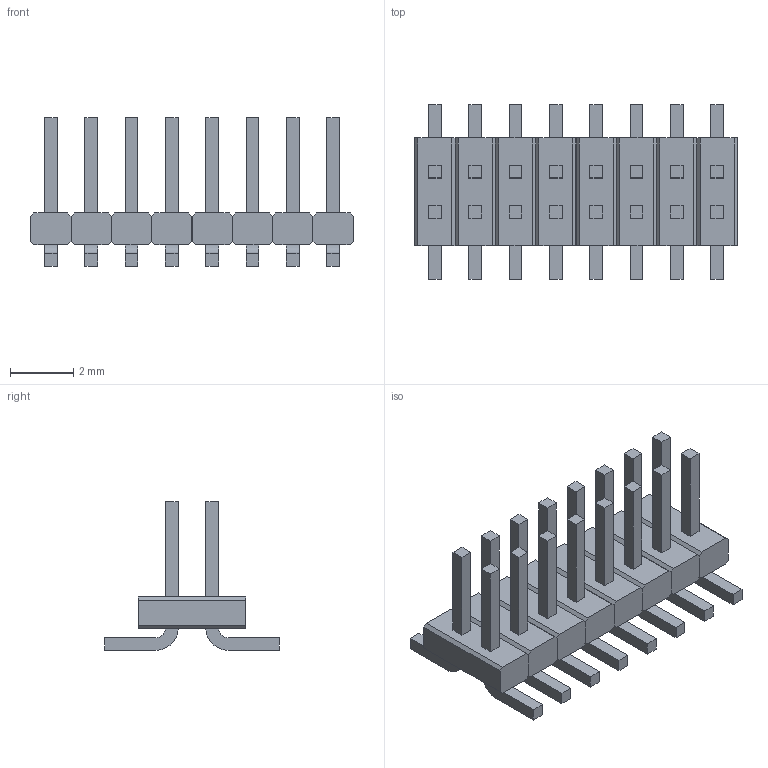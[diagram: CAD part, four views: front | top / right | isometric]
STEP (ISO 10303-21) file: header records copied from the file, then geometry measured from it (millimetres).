
FILE_DESCRIPTION(/* description */ (''),/* implementation_level */ '2;1');
FILE_NAME(/* name */ 'HARWIN_M50-3600842.stp',/* time_stamp */ '2017-03-15T14:12:20+01:00',/* author */ ('riccim'),/* organization */ (''),/* preprocessor_version */ 'ST-DEVELOPER v16.1',/* originating_system */ 'AutoCAD Mechanical',/* authorisation */ '');
FILE_SCHEMA (('AUTOMOTIVE_DESIGN { 1 0 10303 214 3 1 1 }'));
Length unit declared in the file: millimetre
Products named in the file (1): Product
Bounding box: 10.16 x 5.5 x 4.68 mm (x, y, z)
Volume: 47.8 mm3; surface area: 285.1 mm2
Topology: 40 solids, 40 shells, 304 faces, 672 edges, 448 vertices
Faces by surface type: plane 272, cylinder 32
Entity records: 8267 total; most frequent: CARTESIAN_POINT 1425, DIRECTION 1346, ORIENTED_EDGE 1344, EDGE_CURVE 672, LINE 608, VECTOR 608, VERTEX_POINT 448, AXIS2_PLACEMENT_3D 369
